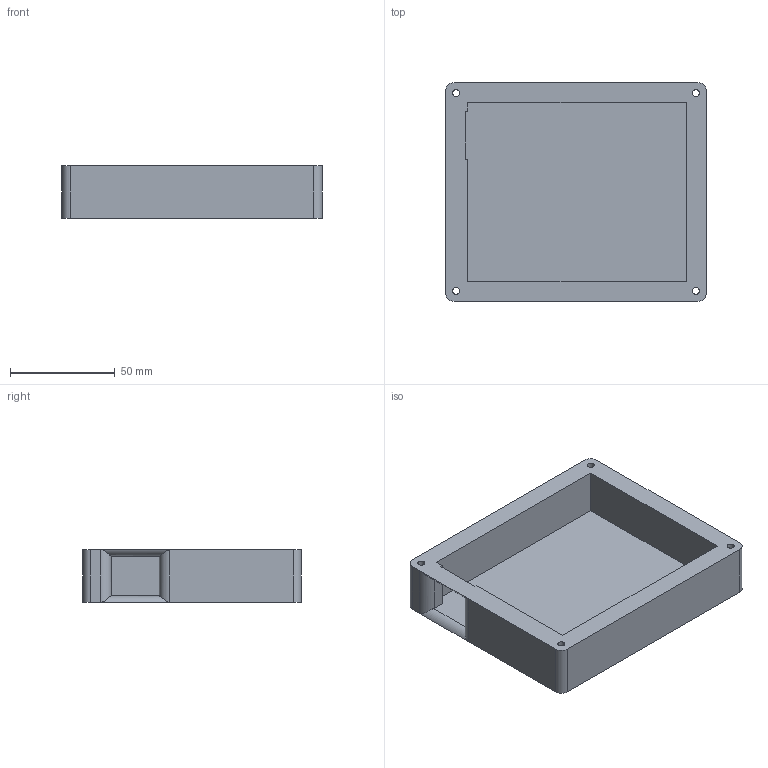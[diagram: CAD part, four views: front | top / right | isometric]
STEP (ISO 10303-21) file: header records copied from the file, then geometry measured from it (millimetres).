
FILE_DESCRIPTION(/* description */ (''),/* implementation_level */ '2;1');
FILE_NAME(/* name */ 'FreePad Bottom.step',/* time_stamp */ '2025-07-20T16:55:39+01:00',/* author */ (''),/* organization */ (''),/* preprocessor_version */ 'ST-DEVELOPER v20.1',/* originating_system */ 'Autodesk Translation Framework v14.10.0.0',/* authorisation */ '');
FILE_SCHEMA (('AUTOMOTIVE_DESIGN { 1 0 10303 214 3 1 1 }'));
Length unit declared in the file: millimetre
Products named in the file (1): 2025-07-17-19-17-38-226
Bounding box: 124.3 x 104.4 x 25 mm (x, y, z)
Volume: 122163 mm3; surface area: 46352.6 mm2
Topology: 1 solids, 1 shells, 29 faces, 80 edges, 52 vertices
Faces by surface type: plane 17, cylinder 12
Full cylindrical faces by diameter (mm): 3.4 x4
Entity records: 1034 total; most frequent: CARTESIAN_POINT 222, ORIENTED_EDGE 160, DIRECTION 156, EDGE_CURVE 80, LINE 56, VECTOR 56, VERTEX_POINT 52, AXIS2_PLACEMENT_3D 50
